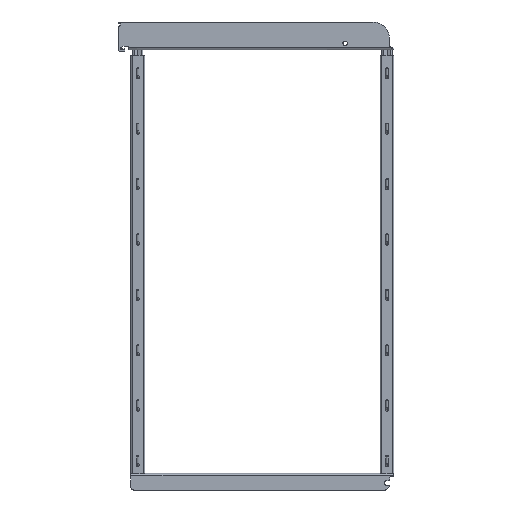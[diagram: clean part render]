
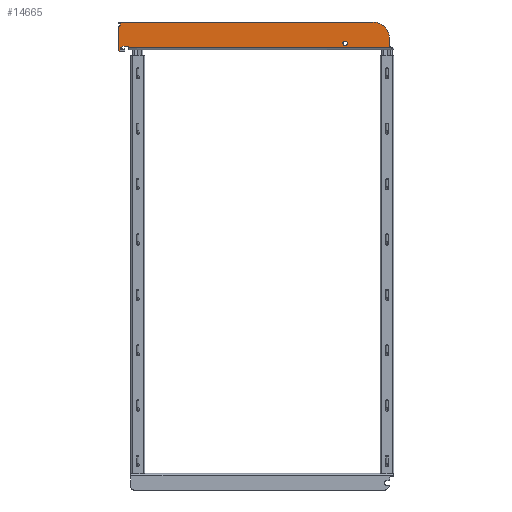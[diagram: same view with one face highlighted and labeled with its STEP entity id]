
A CAD part, left-side view. The second image highlights one B-rep face of the part: STEP entity #14665.
In plain terms, the highlighted planar face has unit normal (-1, 0, 0).
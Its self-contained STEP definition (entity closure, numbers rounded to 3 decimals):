
#821=FACE_BOUND('',#2499,.T.);
#1521=FACE_OUTER_BOUND('',#2498,.T.);
#2498=EDGE_LOOP('',(#12477,#12478,#12479,#12480,#12481,#12482,#12483,#12484,
#12485,#12486,#12487,#12488,#12489,#12490,#12491,#12492,#12493,#12494,#12495,
#12496,#12497,#12498));
#2499=EDGE_LOOP('',(#12499));
#3668=CIRCLE('',#16230,2.25);
#3671=CIRCLE('',#16234,2.);
#3672=CIRCLE('',#16235,1.8);
#3673=CIRCLE('',#16236,3.8);
#3674=CIRCLE('',#16237,1.);
#3675=CIRCLE('',#16238,2.);
#3676=CIRCLE('',#16239,30.);
#3677=CIRCLE('',#16240,4.);
#4254=LINE('',#42835,#5216);
#4256=LINE('',#42839,#5218);
#4417=LINE('',#45430,#5379);
#4430=LINE('',#45466,#5392);
#4431=LINE('',#45468,#5393);
#4432=LINE('',#45470,#5394);
#4433=LINE('',#45472,#5395);
#4434=LINE('',#45476,#5396);
#4435=LINE('',#45480,#5397);
#4436=LINE('',#45483,#5398);
#4437=LINE('',#45485,#5399);
#4438=LINE('',#45489,#5400);
#4439=LINE('',#45491,#5401);
#4440=LINE('',#45493,#5402);
#4441=LINE('',#45497,#5403);
#5216=VECTOR('',#19225,1.);
#5218=VECTOR('',#19229,1.);
#5379=VECTOR('',#19788,1.);
#5392=VECTOR('',#19827,1.);
#5393=VECTOR('',#19828,1.);
#5394=VECTOR('',#19829,1.);
#5395=VECTOR('',#19830,1.);
#5396=VECTOR('',#19833,1.);
#5397=VECTOR('',#19836,1.);
#5398=VECTOR('',#19839,1.);
#5399=VECTOR('',#19840,1.);
#5400=VECTOR('',#19843,1.);
#5401=VECTOR('',#19844,1.);
#5402=VECTOR('',#19845,1.);
#5403=VECTOR('',#19848,1.);
#6554=VERTEX_POINT('',#42832);
#6555=VERTEX_POINT('',#42834);
#6556=VERTEX_POINT('',#42838);
#6784=VERTEX_POINT('',#45428);
#6790=VERTEX_POINT('',#45456);
#6793=VERTEX_POINT('',#45464);
#6794=VERTEX_POINT('',#45465);
#6795=VERTEX_POINT('',#45467);
#6796=VERTEX_POINT('',#45469);
#6797=VERTEX_POINT('',#45471);
#6798=VERTEX_POINT('',#45473);
#6799=VERTEX_POINT('',#45475);
#6800=VERTEX_POINT('',#45477);
#6801=VERTEX_POINT('',#45479);
#6802=VERTEX_POINT('',#45481);
#6803=VERTEX_POINT('',#45484);
#6804=VERTEX_POINT('',#45486);
#6805=VERTEX_POINT('',#45488);
#6806=VERTEX_POINT('',#45490);
#6807=VERTEX_POINT('',#45492);
#6808=VERTEX_POINT('',#45494);
#6809=VERTEX_POINT('',#45496);
#6810=VERTEX_POINT('',#45499);
#8406=EDGE_CURVE('',#6555,#6554,#4254,.T.);
#8408=EDGE_CURVE('',#6556,#6555,#4256,.T.);
#8737=EDGE_CURVE('',#6554,#6784,#4417,.T.);
#8752=EDGE_CURVE('',#6784,#6790,#3668,.T.);
#8756=EDGE_CURVE('',#6793,#6794,#4430,.T.);
#8757=EDGE_CURVE('',#6794,#6795,#4431,.T.);
#8758=EDGE_CURVE('',#6795,#6796,#4432,.T.);
#8759=EDGE_CURVE('',#6796,#6797,#4433,.T.);
#8760=EDGE_CURVE('',#6797,#6798,#3671,.T.);
#8761=EDGE_CURVE('',#6798,#6799,#4434,.T.);
#8762=EDGE_CURVE('',#6799,#6800,#3672,.T.);
#8763=EDGE_CURVE('',#6800,#6801,#4435,.T.);
#8764=EDGE_CURVE('',#6801,#6802,#3673,.T.);
#8765=EDGE_CURVE('',#6802,#6556,#4436,.T.);
#8766=EDGE_CURVE('',#6790,#6803,#4437,.T.);
#8767=EDGE_CURVE('',#6803,#6804,#3674,.T.);
#8768=EDGE_CURVE('',#6805,#6804,#4438,.T.);
#8769=EDGE_CURVE('',#6805,#6806,#4439,.T.);
#8770=EDGE_CURVE('',#6806,#6807,#4440,.T.);
#8771=EDGE_CURVE('',#6808,#6807,#3675,.T.);
#8772=EDGE_CURVE('',#6808,#6809,#4441,.T.);
#8773=EDGE_CURVE('',#6809,#6793,#3676,.T.);
#8774=EDGE_CURVE('',#6810,#6810,#3677,.T.);
#12477=ORIENTED_EDGE('',*,*,#8756,.T.);
#12478=ORIENTED_EDGE('',*,*,#8757,.T.);
#12479=ORIENTED_EDGE('',*,*,#8758,.T.);
#12480=ORIENTED_EDGE('',*,*,#8759,.T.);
#12481=ORIENTED_EDGE('',*,*,#8760,.T.);
#12482=ORIENTED_EDGE('',*,*,#8761,.T.);
#12483=ORIENTED_EDGE('',*,*,#8762,.T.);
#12484=ORIENTED_EDGE('',*,*,#8763,.T.);
#12485=ORIENTED_EDGE('',*,*,#8764,.T.);
#12486=ORIENTED_EDGE('',*,*,#8765,.T.);
#12487=ORIENTED_EDGE('',*,*,#8408,.T.);
#12488=ORIENTED_EDGE('',*,*,#8406,.T.);
#12489=ORIENTED_EDGE('',*,*,#8737,.T.);
#12490=ORIENTED_EDGE('',*,*,#8752,.T.);
#12491=ORIENTED_EDGE('',*,*,#8766,.T.);
#12492=ORIENTED_EDGE('',*,*,#8767,.T.);
#12493=ORIENTED_EDGE('',*,*,#8768,.F.);
#12494=ORIENTED_EDGE('',*,*,#8769,.T.);
#12495=ORIENTED_EDGE('',*,*,#8770,.T.);
#12496=ORIENTED_EDGE('',*,*,#8771,.F.);
#12497=ORIENTED_EDGE('',*,*,#8772,.T.);
#12498=ORIENTED_EDGE('',*,*,#8773,.T.);
#12499=ORIENTED_EDGE('',*,*,#8774,.F.);
#13871=PLANE('',#16233);
#14665=ADVANCED_FACE('',(#1521,#821),#13871,.T.);
#16230=AXIS2_PLACEMENT_3D('',#45457,#19818,#19819);
#16233=AXIS2_PLACEMENT_3D('',#45463,#19825,#19826);
#16234=AXIS2_PLACEMENT_3D('',#45474,#19831,#19832);
#16235=AXIS2_PLACEMENT_3D('',#45478,#19834,#19835);
#16236=AXIS2_PLACEMENT_3D('',#45482,#19837,#19838);
#16237=AXIS2_PLACEMENT_3D('',#45487,#19841,#19842);
#16238=AXIS2_PLACEMENT_3D('',#45495,#19846,#19847);
#16239=AXIS2_PLACEMENT_3D('',#45498,#19849,#19850);
#16240=AXIS2_PLACEMENT_3D('',#45500,#19851,#19852);
#19225=DIRECTION('',(0.,0.,1.));
#19229=DIRECTION('',(0.,0.,1.));
#19788=DIRECTION('',(0.,-1.,0.));
#19818=DIRECTION('center_axis',(1.,0.,0.));
#19819=DIRECTION('ref_axis',(0.,0.,
-1.));
#19825=DIRECTION('center_axis',(-1.,0.,0.));
#19826=DIRECTION('ref_axis',(0.,0.,
-1.));
#19827=DIRECTION('',(0.,1.,0.));
#19828=DIRECTION('',(0.,0.,-1.));
#19829=DIRECTION('',(0.,-1.,0.));
#19830=DIRECTION('',(0.,0.,-1.));
#19831=DIRECTION('center_axis',(1.,0.,0.));
#19832=DIRECTION('ref_axis',(0.,-1.,0.));
#19833=DIRECTION('',(0.,1.,0.));
#19834=DIRECTION('center_axis',(-1.,0.,0.));
#19835=DIRECTION('ref_axis',(0.,0.,
1.));
#19836=DIRECTION('',(0.,0.,-1.));
#19837=DIRECTION('center_axis',(-1.,0.,0.));
#19838=DIRECTION('ref_axis',(0.,1.,0.));
#19839=DIRECTION('',(0.,-1.,0.));
#19840=DIRECTION('',(0.,-1.,0.));
#19841=DIRECTION('center_axis',(1.,0.,0.));
#19842=DIRECTION('ref_axis',(0.,-1.,0.));
#19843=DIRECTION('',(0.,0.,1.));
#19844=DIRECTION('',(0.,-1.,0.));
#19845=DIRECTION('',(0.,0.894,0.447));
#19846=DIRECTION('center_axis',(-1.,0.,0.));
#19847=DIRECTION('ref_axis',(0.,1.,0.));
#19848=DIRECTION('',(0.,0.,1.));
#19849=DIRECTION('center_axis',(-1.,0.,0.));
#19850=DIRECTION('ref_axis',(0.,-1.,0.));
#19851=DIRECTION('center_axis',(-1.,0.,0.));
#19852=DIRECTION('ref_axis',(0.,-1.,0.));
#42832=CARTESIAN_POINT('',(-12.25,495.5,833.865));
#42834=CARTESIAN_POINT('',(-12.25,495.5,830.2));
#42835=CARTESIAN_POINT('',(-12.25,495.5,826.65));
#42838=CARTESIAN_POINT('',(-12.25,495.5,826.65));
#42839=CARTESIAN_POINT('',(-12.25,495.5,826.65));
#45428=CARTESIAN_POINT('',(-12.25,492.69,833.865));
#45430=CARTESIAN_POINT('',(-12.25,495.5,833.865));
#45456=CARTESIAN_POINT('',(-12.25,490.5,835.6));
#45457=CARTESIAN_POINT('Origin',(-12.25,490.5,833.35));
#45463=CARTESIAN_POINT('Origin',(-12.25,499.5,879.7));
#45464=CARTESIAN_POINT('',(-12.25,39.5,879.7));
#45465=CARTESIAN_POINT('',(-12.25,495.51,879.7));
#45466=CARTESIAN_POINT('',(-12.25,39.5,879.7));
#45467=CARTESIAN_POINT('',(-12.25,495.51,876.2));
#45468=CARTESIAN_POINT('',(-12.25,495.51,879.7));
#45469=CARTESIAN_POINT('',(-12.25,495.5,876.2));
#45470=CARTESIAN_POINT('',(-12.25,495.51,876.2));
#45471=CARTESIAN_POINT('',(-12.25,495.5,874.2));
#45472=CARTESIAN_POINT('',(-12.25,495.5,876.2));
#45473=CARTESIAN_POINT('',(-12.25,497.5,872.2));
#45474=CARTESIAN_POINT('Origin',(-12.25,497.5,874.2));
#45475=CARTESIAN_POINT('',(-12.25,497.7,872.2));
#45476=CARTESIAN_POINT('',(-12.25,497.5,872.2));
#45477=CARTESIAN_POINT('',(-12.25,499.5,870.4));
#45478=CARTESIAN_POINT('Origin',(-12.25,497.7,870.4));
#45479=CARTESIAN_POINT('',(-12.25,499.5,830.45));
#45480=CARTESIAN_POINT('',(-12.25,499.5,870.4));
#45481=CARTESIAN_POINT('',(-12.25,495.7,826.65));
#45482=CARTESIAN_POINT('Origin',(-12.25,495.7,830.45));
#45483=CARTESIAN_POINT('',(-12.25,495.7,826.65));
#45484=CARTESIAN_POINT('',(-12.25,481.5,835.6));
#45485=CARTESIAN_POINT('',(-12.25,490.5,835.6));
#45486=CARTESIAN_POINT('',(-12.25,480.5,834.6));
#45487=CARTESIAN_POINT('Origin',(-12.25,481.5,834.6));
#45488=CARTESIAN_POINT('',(-12.25,480.5,833.865));
#45489=CARTESIAN_POINT('',(-12.25,480.5,833.865));
#45490=CARTESIAN_POINT('',(-12.25,6.83,833.865));
#45491=CARTESIAN_POINT('',(-12.25,480.5,833.865));
#45492=CARTESIAN_POINT('',(-12.25,8.394,834.647));
#45493=CARTESIAN_POINT('',(-12.25,6.83,833.865));
#45494=CARTESIAN_POINT('',(-12.25,9.5,836.436));
#45495=CARTESIAN_POINT('Origin',(-12.25,7.5,836.436));
#45496=CARTESIAN_POINT('',(-12.25,9.5,849.7));
#45497=CARTESIAN_POINT('',(-12.25,9.5,836.436));
#45498=CARTESIAN_POINT('Origin',(-12.25,39.5,849.7));
#45499=CARTESIAN_POINT('',(-12.25,93.5,841.365));
#45500=CARTESIAN_POINT('Origin',(-12.25,89.5,841.365));
